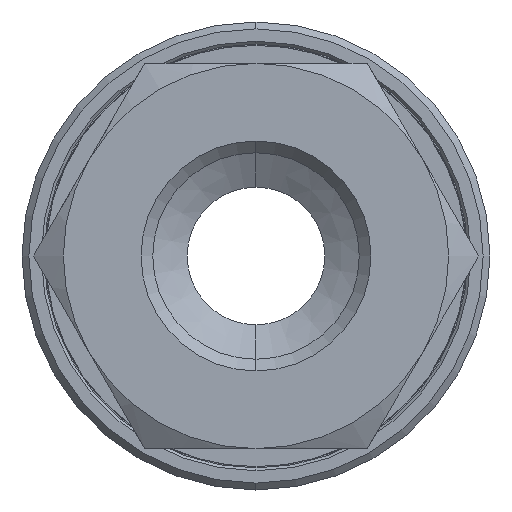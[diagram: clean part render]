
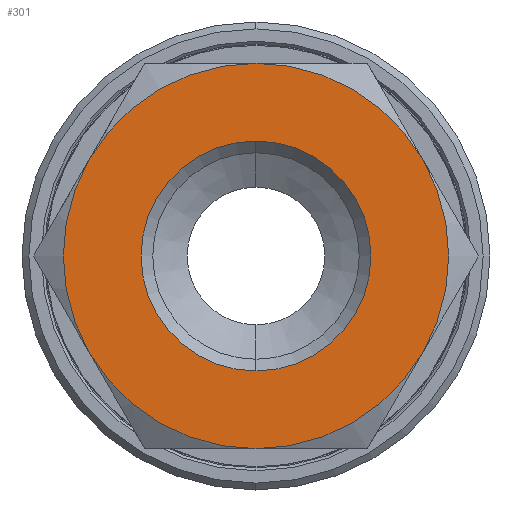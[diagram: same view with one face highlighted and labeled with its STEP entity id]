
A CAD part, left-side view. The second image highlights one B-rep face of the part: STEP entity #301.
In plain terms, the highlighted planar face has unit normal (-1, 0, 0).
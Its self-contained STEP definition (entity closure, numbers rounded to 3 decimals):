
#25 = AXIS2_PLACEMENT_3D ( 'NONE', #2623, #2621, #2620 ) ;
#163 = AXIS2_PLACEMENT_3D ( 'NONE', #1841, #1839, #1838 ) ;
#164 = AXIS2_PLACEMENT_3D ( 'NONE', #1820, #1819, #1817 ) ;
#165 = AXIS2_PLACEMENT_3D ( 'NONE', #1798, #1796, #1794 ) ;
#166 = AXIS2_PLACEMENT_3D ( 'NONE', #1771, #1770, #1769 ) ;
#167 = AXIS2_PLACEMENT_3D ( 'NONE', #1745, #1743, #1742 ) ;
#201 = AXIS2_PLACEMENT_3D ( 'NONE', #1028, #1094, #1022 ) ;
#235 = AXIS2_PLACEMENT_3D ( 'NONE', #1549, #1550, #1551 ) ;
#248 = AXIS2_PLACEMENT_3D ( 'NONE', #3070, #3072, #3071 ) ;
#301 = ADVANCED_FACE ( 'NONE', ( #323, #322 ), #2833, .F. ) ;
#322 = FACE_OUTER_BOUND ( 'NONE', #602, .T. ) ;
#323 = FACE_BOUND ( 'NONE', #604, .T. ) ;
#331 = ORIENTED_EDGE ( 'NONE', *, *, #3152, .T. ) ;
#387 = ORIENTED_EDGE ( 'NONE', *, *, #3146, .T. ) ;
#388 = ORIENTED_EDGE ( 'NONE', *, *, #3149, .T. ) ;
#457 = ORIENTED_EDGE ( 'NONE', *, *, #3155, .T. ) ;
#602 = EDGE_LOOP ( 'NONE', ( #652, #651, #457, #331, #388, #387 ) ) ;
#604 = EDGE_LOOP ( 'NONE', ( #654, #653 ) ) ;
#651 = ORIENTED_EDGE ( 'NONE', *, *, #3291, .T. ) ;
#652 = ORIENTED_EDGE ( 'NONE', *, *, #3143, .T. ) ;
#653 = ORIENTED_EDGE ( 'NONE', *, *, #3249, .F. ) ;
#654 = ORIENTED_EDGE ( 'NONE', *, *, #3190, .F. ) ;
#1022 = DIRECTION ( 'NONE',  ( 0., 0., 1. ) ) ;
#1028 = CARTESIAN_POINT ( 'NONE',  ( 0., 0., 0. ) ) ;
#1094 = DIRECTION ( 'NONE',  ( -1., 0., 0. ) ) ;
#1224 = CIRCLE ( 'NONE', #235, 8.35 ) ;
#1247 = CIRCLE ( 'NONE', #248, 14. ) ;
#1345 = CIRCLE ( 'NONE', #201, 8.35 ) ;
#1390 = CIRCLE ( 'NONE', #167, 14. ) ;
#1391 = CIRCLE ( 'NONE', #166, 14. ) ;
#1393 = CIRCLE ( 'NONE', #165, 14. ) ;
#1394 = CIRCLE ( 'NONE', #164, 14. ) ;
#1396 = CIRCLE ( 'NONE', #163, 14. ) ;
#1549 = CARTESIAN_POINT ( 'NONE',  ( 0., 0., 0. ) ) ;
#1550 = DIRECTION ( 'NONE',  ( -1., 0., 0. ) ) ;
#1551 = DIRECTION ( 'NONE',  ( 0., 0., 1. ) ) ;
#1742 = DIRECTION ( 'NONE',  ( 0., 0., 1. ) ) ;
#1743 = DIRECTION ( 'NONE',  ( -1., 0., 0. ) ) ;
#1745 = CARTESIAN_POINT ( 'NONE',  ( 0., 0., 0. ) ) ;
#1769 = DIRECTION ( 'NONE',  ( 0., 0., 1. ) ) ;
#1770 = DIRECTION ( 'NONE',  ( -1., 0., 0. ) ) ;
#1771 = CARTESIAN_POINT ( 'NONE',  ( 0., 0., 0. ) ) ;
#1794 = DIRECTION ( 'NONE',  ( 0., 0., 1. ) ) ;
#1796 = DIRECTION ( 'NONE',  ( -1., 0., 0. ) ) ;
#1798 = CARTESIAN_POINT ( 'NONE',  ( 0., 0., 0. ) ) ;
#1817 = DIRECTION ( 'NONE',  ( 0., 0., 1. ) ) ;
#1819 = DIRECTION ( 'NONE',  ( -1., 0., 0. ) ) ;
#1820 = CARTESIAN_POINT ( 'NONE',  ( 0., 0., 0. ) ) ;
#1838 = DIRECTION ( 'NONE',  ( 0., 0., 1. ) ) ;
#1839 = DIRECTION ( 'NONE',  ( -1., 0., 0. ) ) ;
#1841 = CARTESIAN_POINT ( 'NONE',  ( 0., 0., 0. ) ) ;
#1906 = CARTESIAN_POINT ( 'NONE',  ( 0., 0., 14. ) ) ;
#2037 = CARTESIAN_POINT ( 'NONE',  ( 0., 0., 8.35 ) ) ;
#2046 = CARTESIAN_POINT ( 'NONE',  ( 0., 12.124, -7. ) ) ;
#2102 = CARTESIAN_POINT ( 'NONE',  ( 0., 0., -8.35 ) ) ;
#2113 = CARTESIAN_POINT ( 'NONE',  ( 0., 0., -14. ) ) ;
#2121 = CARTESIAN_POINT ( 'NONE',  ( 0., -12.124, 7. ) ) ;
#2129 = CARTESIAN_POINT ( 'NONE',  ( 0., -12.124, -7. ) ) ;
#2160 = CARTESIAN_POINT ( 'NONE',  ( 0., 12.124, 7. ) ) ;
#2472 = VERTEX_POINT ( 'NONE', #2160 ) ;
#2503 = VERTEX_POINT ( 'NONE', #2129 ) ;
#2511 = VERTEX_POINT ( 'NONE', #2121 ) ;
#2519 = VERTEX_POINT ( 'NONE', #2113 ) ;
#2530 = VERTEX_POINT ( 'NONE', #2102 ) ;
#2575 = VERTEX_POINT ( 'NONE', #2046 ) ;
#2581 = VERTEX_POINT ( 'NONE', #2037 ) ;
#2611 = VERTEX_POINT ( 'NONE', #1906 ) ;
#2620 = DIRECTION ( 'NONE',  ( 0., 0., -1. ) ) ;
#2621 = DIRECTION ( 'NONE',  ( 1., 0., 0. ) ) ;
#2623 = CARTESIAN_POINT ( 'NONE',  ( 0., 14., 0. ) ) ;
#2833 = PLANE ( 'NONE',  #25 ) ;
#3070 = CARTESIAN_POINT ( 'NONE',  ( 0., 0., 0. ) ) ;
#3071 = DIRECTION ( 'NONE',  ( 0., 0., 1. ) ) ;
#3072 = DIRECTION ( 'NONE',  ( -1., 0., 0. ) ) ;
#3143 = EDGE_CURVE ( 'NONE', #2611, #2472, #1396, .T. ) ;
#3146 = EDGE_CURVE ( 'NONE', #2511, #2611, #1394, .T. ) ;
#3149 = EDGE_CURVE ( 'NONE', #2503, #2511, #1393, .T. ) ;
#3152 = EDGE_CURVE ( 'NONE', #2519, #2503, #1391, .T. ) ;
#3155 = EDGE_CURVE ( 'NONE', #2575, #2519, #1390, .T. ) ;
#3190 = EDGE_CURVE ( 'NONE', #2581, #2530, #1345, .T. ) ;
#3249 = EDGE_CURVE ( 'NONE', #2530, #2581, #1224, .T. ) ;
#3291 = EDGE_CURVE ( 'NONE', #2472, #2575, #1247, .T. ) ;
